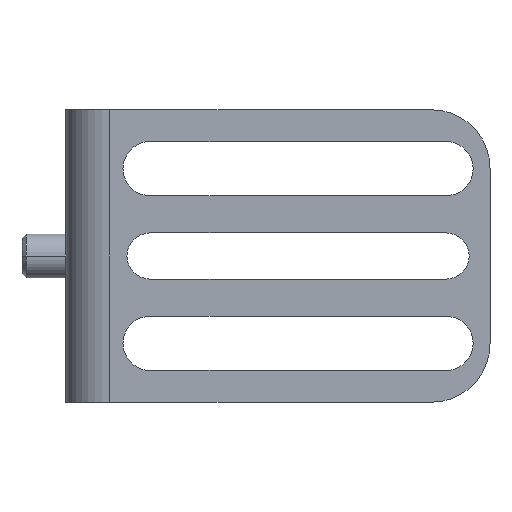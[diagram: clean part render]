
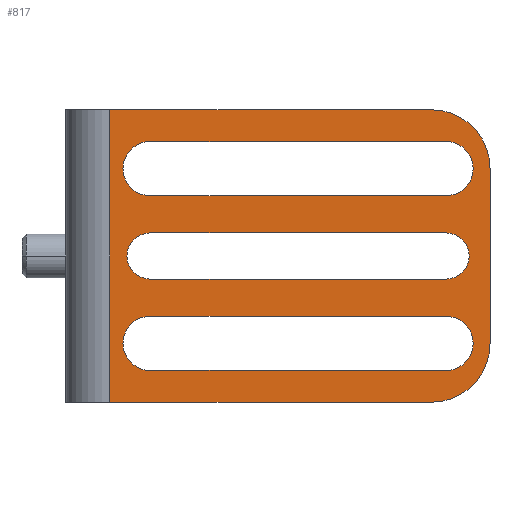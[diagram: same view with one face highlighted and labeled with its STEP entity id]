
A CAD part, left-side view. The second image highlights one B-rep face of the part: STEP entity #817.
In plain terms, the highlighted planar face has unit normal (-1, 0, 0).
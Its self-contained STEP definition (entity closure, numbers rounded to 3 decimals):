
#121=DIRECTION('',(0.,0.,1.));
#122=VECTOR('',#121,40.);
#123=CARTESIAN_POINT('',(0.,-6.,-20.));
#124=LINE('',#123,#122);
#139=CARTESIAN_POINT('',(0.,-50.,-12.));
#140=DIRECTION('',(-1.,0.,0.));
#141=DIRECTION('',(0.,0.,-1.));
#142=AXIS2_PLACEMENT_3D('',#139,#140,#141);
#144=DIRECTION('',(0.,1.,0.));
#145=VECTOR('',#144,44.);
#146=CARTESIAN_POINT('',(0.,-50.,-20.));
#147=LINE('',#146,#145);
#148=DIRECTION('',(0.,-1.,0.));
#149=VECTOR('',#148,44.);
#150=CARTESIAN_POINT('',(0.,-6.,20.));
#151=LINE('',#150,#149);
#152=CARTESIAN_POINT('',(0.,-50.,12.));
#153=DIRECTION('',(-1.,0.,0.));
#154=DIRECTION('',(0.,-1.,0.));
#155=AXIS2_PLACEMENT_3D('',#152,#153,#154);
#157=DIRECTION('',(0.,0.,-1.));
#158=VECTOR('',#157,24.);
#159=CARTESIAN_POINT('',(0.,-58.,12.));
#160=LINE('',#159,#158);
#161=DIRECTION('',(0.,-1.,0.));
#162=VECTOR('',#161,40.5);
#163=CARTESIAN_POINT('',(0.,-11.5,-3.15));
#164=LINE('',#163,#162);
#165=CARTESIAN_POINT('',(0.,-52.,0.));
#166=DIRECTION('',(-1.,0.,0.));
#167=DIRECTION('',(0.,0.,-1.));
#168=AXIS2_PLACEMENT_3D('',#165,#166,#167);
#170=DIRECTION('',(0.,1.,0.));
#171=VECTOR('',#170,40.5);
#172=CARTESIAN_POINT('',(0.,-52.,3.15));
#173=LINE('',#172,#171);
#174=CARTESIAN_POINT('',(0.,-11.5,0.));
#175=DIRECTION('',(-1.,0.,0.));
#176=DIRECTION('',(0.,0.,1.));
#177=AXIS2_PLACEMENT_3D('',#174,#175,#176);
#179=CARTESIAN_POINT('',(0.,-11.5,11.95));
#180=DIRECTION('',(-1.,0.,0.));
#181=DIRECTION('',(0.,0.,1.));
#182=AXIS2_PLACEMENT_3D('',#179,#180,#181);
#184=DIRECTION('',(0.,-1.,0.));
#185=VECTOR('',#184,40.5);
#186=CARTESIAN_POINT('',(0.,-11.5,8.25));
#187=LINE('',#186,#185);
#188=CARTESIAN_POINT('',(0.,-52.,11.95));
#189=DIRECTION('',(-1.,0.,0.));
#190=DIRECTION('',(0.,0.,-1.));
#191=AXIS2_PLACEMENT_3D('',#188,#189,#190);
#193=DIRECTION('',(0.,1.,0.));
#194=VECTOR('',#193,40.5);
#195=CARTESIAN_POINT('',(0.,-52.,15.65));
#196=LINE('',#195,#194);
#197=DIRECTION('',(0.,-1.,0.));
#198=VECTOR('',#197,40.5);
#199=CARTESIAN_POINT('',(0.,-11.5,-15.65));
#200=LINE('',#199,#198);
#201=CARTESIAN_POINT('',(0.,-52.,-11.95));
#202=DIRECTION('',(-1.,0.,0.));
#203=DIRECTION('',(0.,0.,-1.));
#204=AXIS2_PLACEMENT_3D('',#201,#202,#203);
#206=DIRECTION('',(0.,1.,0.));
#207=VECTOR('',#206,40.5);
#208=CARTESIAN_POINT('',(0.,-52.,-8.25));
#209=LINE('',#208,#207);
#210=CARTESIAN_POINT('',(0.,-11.5,-11.95));
#211=DIRECTION('',(-1.,0.,0.));
#212=DIRECTION('',(0.,0.,1.));
#213=AXIS2_PLACEMENT_3D('',#210,#211,#212);
#517=CARTESIAN_POINT('',(0.,-6.,-20.));
#518=CARTESIAN_POINT('',(0.,-6.,20.));
#519=VERTEX_POINT('',#517);
#520=VERTEX_POINT('',#518);
#581=CARTESIAN_POINT('',(0.,-11.5,-3.15));
#582=CARTESIAN_POINT('',(0.,-52.,-3.15));
#583=VERTEX_POINT('',#581);
#584=VERTEX_POINT('',#582);
#585=CARTESIAN_POINT('',(0.,-52.,3.15));
#586=VERTEX_POINT('',#585);
#587=CARTESIAN_POINT('',(0.,-11.5,3.15));
#588=VERTEX_POINT('',#587);
#613=CARTESIAN_POINT('',(0.,-11.5,15.65));
#614=CARTESIAN_POINT('',(0.,-11.5,8.25));
#615=VERTEX_POINT('',#613);
#616=VERTEX_POINT('',#614);
#617=CARTESIAN_POINT('',(0.,-52.,8.25));
#618=VERTEX_POINT('',#617);
#619=CARTESIAN_POINT('',(0.,-52.,15.65));
#620=VERTEX_POINT('',#619);
#621=CARTESIAN_POINT('',(0.,-11.5,-15.65));
#622=CARTESIAN_POINT('',(0.,-52.,-15.65));
#623=VERTEX_POINT('',#621);
#624=VERTEX_POINT('',#622);
#625=CARTESIAN_POINT('',(0.,-52.,-8.25));
#626=VERTEX_POINT('',#625);
#627=CARTESIAN_POINT('',(0.,-11.5,-8.25));
#628=VERTEX_POINT('',#627);
#645=CARTESIAN_POINT('',(0.,-50.,-20.));
#646=CARTESIAN_POINT('',(0.,-58.,-12.));
#647=VERTEX_POINT('',#645);
#648=VERTEX_POINT('',#646);
#653=CARTESIAN_POINT('',(0.,-58.,12.));
#654=CARTESIAN_POINT('',(0.,-50.,20.));
#655=VERTEX_POINT('',#653);
#656=VERTEX_POINT('',#654);
#769=CARTESIAN_POINT('',(0.,0.,20.));
#770=DIRECTION('',(1.,0.,0.));
#771=DIRECTION('',(0.,0.,1.));
#772=AXIS2_PLACEMENT_3D('',#769,#770,#771);
#773=PLANE('',#772);
#775=ORIENTED_EDGE('',*,*,#774,.F.);
#777=ORIENTED_EDGE('',*,*,#776,.T.);
#778=ORIENTED_EDGE('',*,*,#760,.T.);
#780=ORIENTED_EDGE('',*,*,#779,.T.);
#782=ORIENTED_EDGE('',*,*,#781,.F.);
#784=ORIENTED_EDGE('',*,*,#783,.T.);
#785=EDGE_LOOP('',(#775,#777,#778,#780,#782,#784));
#786=FACE_OUTER_BOUND('',#785,.F.);
#788=ORIENTED_EDGE('',*,*,#787,.T.);
#790=ORIENTED_EDGE('',*,*,#789,.T.);
#792=ORIENTED_EDGE('',*,*,#791,.T.);
#794=ORIENTED_EDGE('',*,*,#793,.T.);
#795=EDGE_LOOP('',(#788,#790,#792,#794));
#796=FACE_BOUND('',#795,.F.);
#798=ORIENTED_EDGE('',*,*,#797,.T.);
#800=ORIENTED_EDGE('',*,*,#799,.T.);
#802=ORIENTED_EDGE('',*,*,#801,.T.);
#804=ORIENTED_EDGE('',*,*,#803,.T.);
#805=EDGE_LOOP('',(#798,#800,#802,#804));
#806=FACE_BOUND('',#805,.F.);
#808=ORIENTED_EDGE('',*,*,#807,.T.);
#810=ORIENTED_EDGE('',*,*,#809,.T.);
#812=ORIENTED_EDGE('',*,*,#811,.T.);
#814=ORIENTED_EDGE('',*,*,#813,.T.);
#815=EDGE_LOOP('',(#808,#810,#812,#814));
#816=FACE_BOUND('',#815,.F.);
#817=ADVANCED_FACE('',(#786,#796,#806,#816),#773,.F.);
#143=CIRCLE('',#142,8.);
#156=CIRCLE('',#155,8.);
#169=CIRCLE('',#168,3.15);
#178=CIRCLE('',#177,3.15);
#183=CIRCLE('',#182,3.7);
#192=CIRCLE('',#191,3.7);
#205=CIRCLE('',#204,3.7);
#214=CIRCLE('',#213,3.7);
#760=EDGE_CURVE('',#519,#520,#124,.T.);
#774=EDGE_CURVE('',#647,#648,#143,.T.);
#776=EDGE_CURVE('',#647,#519,#147,.T.);
#779=EDGE_CURVE('',#520,#656,#151,.T.);
#781=EDGE_CURVE('',#655,#656,#156,.T.);
#783=EDGE_CURVE('',#655,#648,#160,.T.);
#787=EDGE_CURVE('',#583,#584,#164,.T.);
#789=EDGE_CURVE('',#584,#586,#169,.T.);
#791=EDGE_CURVE('',#586,#588,#173,.T.);
#793=EDGE_CURVE('',#588,#583,#178,.T.);
#797=EDGE_CURVE('',#615,#616,#183,.T.);
#799=EDGE_CURVE('',#616,#618,#187,.T.);
#801=EDGE_CURVE('',#618,#620,#192,.T.);
#803=EDGE_CURVE('',#620,#615,#196,.T.);
#807=EDGE_CURVE('',#623,#624,#200,.T.);
#809=EDGE_CURVE('',#624,#626,#205,.T.);
#811=EDGE_CURVE('',#626,#628,#209,.T.);
#813=EDGE_CURVE('',#628,#623,#214,.T.);
